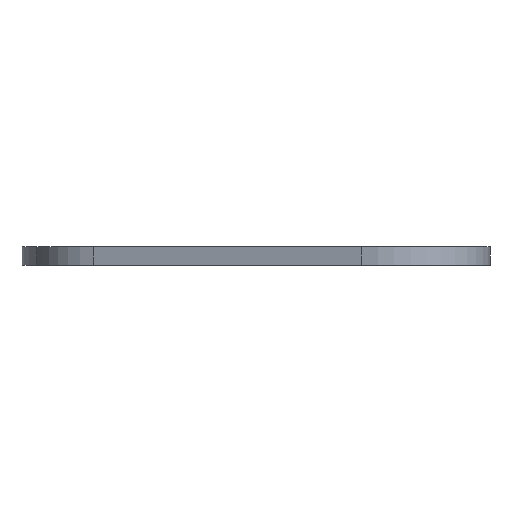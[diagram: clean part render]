
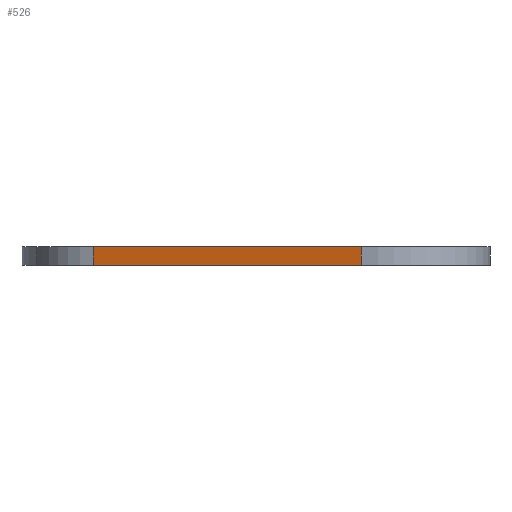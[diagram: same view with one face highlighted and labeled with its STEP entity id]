
A CAD part, front view. The second image highlights one B-rep face of the part: STEP entity #526.
In plain terms, the highlighted planar face has unit normal (-0.293, -0.956, 0).
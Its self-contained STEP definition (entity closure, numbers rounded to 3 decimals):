
#7 = EDGE_CURVE ( 'NONE', #49, #365, #388, .T. ) ;
#10 = CARTESIAN_POINT ( 'NONE',  ( -26.832, -13.687, 1.5 ) ) ;
#38 = CARTESIAN_POINT ( 'NONE',  ( -26.832, -13.687, 1.5 ) ) ;
#49 = VERTEX_POINT ( 'NONE', #10 ) ;
#78 = DIRECTION ( 'NONE',  ( 0.956, -0.293, 0. ) ) ;
#132 = ORIENTED_EDGE ( 'NONE', *, *, #183, .T. ) ;
#150 = ORIENTED_EDGE ( 'NONE', *, *, #281, .F. ) ;
#152 = CARTESIAN_POINT ( 'NONE',  ( -26.832, -13.687, 1.5 ) ) ;
#157 = EDGE_LOOP ( 'NONE', ( #132, #150, #184, #619 ) ) ;
#183 = EDGE_CURVE ( 'NONE', #365, #637, #297, .T. ) ;
#184 = ORIENTED_EDGE ( 'NONE', *, *, #235, .F. ) ;
#185 = DIRECTION ( 'NONE',  ( -0.956, 0.293, 0. ) ) ;
#188 = CARTESIAN_POINT ( 'NONE',  ( -26.832, -13.687, 0. ) ) ;
#198 = AXIS2_PLACEMENT_3D ( 'NONE', #38, #534, #185 ) ;
#205 = PLANE ( 'NONE',  #198 ) ;
#235 = EDGE_CURVE ( 'NONE', #49, #692, #467, .T. ) ;
#243 = FACE_OUTER_BOUND ( 'NONE', #157, .T. ) ;
#251 = VECTOR ( 'NONE', #360, 1000. ) ;
#268 = CARTESIAN_POINT ( 'NONE',  ( -4.587, -20.5, 1.5 ) ) ;
#281 = EDGE_CURVE ( 'NONE', #692, #637, #697, .T. ) ;
#297 = LINE ( 'NONE', #188, #549 ) ;
#358 = VECTOR ( 'NONE', #496, 1000. ) ;
#360 = DIRECTION ( 'NONE',  ( 0., 0., -1. ) ) ;
#365 = VERTEX_POINT ( 'NONE', #661 ) ;
#388 = LINE ( 'NONE', #497, #358 ) ;
#404 = DIRECTION ( 'NONE',  ( 0.956, -0.293, 0. ) ) ;
#437 = VECTOR ( 'NONE', #78, 1000. ) ;
#467 = LINE ( 'NONE', #152, #437 ) ;
#496 = DIRECTION ( 'NONE',  ( 0., 0., -1. ) ) ;
#497 = CARTESIAN_POINT ( 'NONE',  ( -26.832, -13.687, 1.5 ) ) ;
#518 = CARTESIAN_POINT ( 'NONE',  ( -4.587, -20.5, 0. ) ) ;
#526 = ADVANCED_FACE ( 'NONE', ( #243 ), #205, .F. ) ;
#534 = DIRECTION ( 'NONE',  ( 0.293, 0.956, 0. ) ) ;
#549 = VECTOR ( 'NONE', #404, 1000. ) ;
#619 = ORIENTED_EDGE ( 'NONE', *, *, #7, .T. ) ;
#637 = VERTEX_POINT ( 'NONE', #518 ) ;
#661 = CARTESIAN_POINT ( 'NONE',  ( -26.832, -13.687, 0. ) ) ;
#692 = VERTEX_POINT ( 'NONE', #268 ) ;
#694 = CARTESIAN_POINT ( 'NONE',  ( -4.587, -20.5, 1.5 ) ) ;
#697 = LINE ( 'NONE', #694, #251 ) ;
